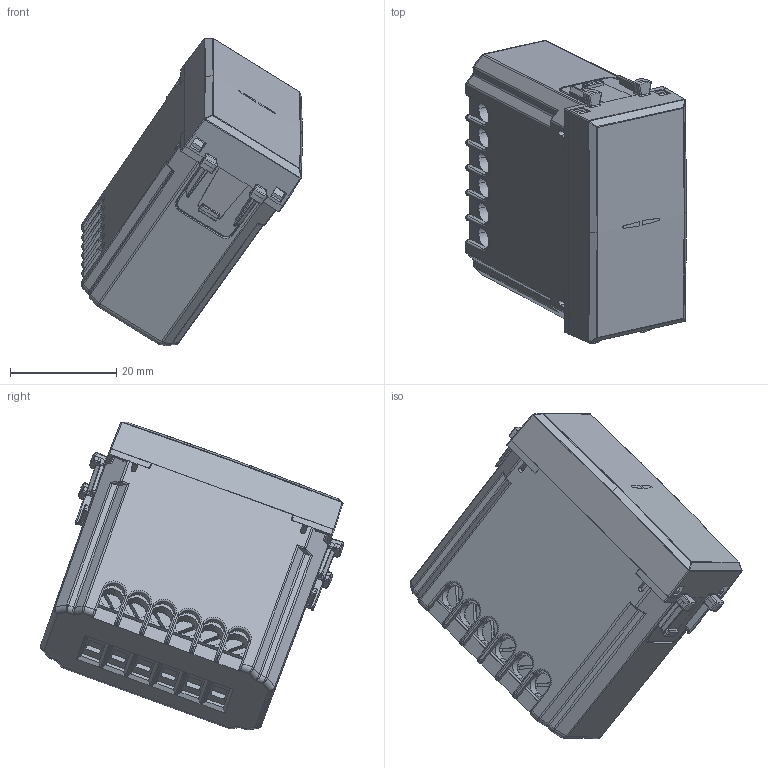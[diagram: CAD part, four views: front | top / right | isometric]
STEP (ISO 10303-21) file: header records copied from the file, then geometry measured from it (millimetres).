
FILE_DESCRIPTION(('CATIA V5 STEP Exchange'),'2;1');
FILE_NAME('442051S.stp','2024-02-22T11:05:50+00:00',('none'),('none'),'CATIA Version 5-6 Release 2016 SP6','CATIA V5 STEP AP203','none');
FILE_SCHEMA(('CONFIG_CONTROL_DESIGN'));
Length unit declared in the file: millimetre
Products named in the file (1): 44X051S
Assembly tree (4 placements, depth 2):
  44X051S
    #57
    #14592
    #45924
    #48435
Bounding box: 41.55 x 57.17 x 58.06 mm (x, y, z)
Volume: 14665.1 mm3; surface area: 17146.5 mm2
Topology: 4 solids, 4 shells, 1104 faces, 2890 edges, 1753 vertices
Faces by surface type: plane 529, cylinder 367, bspline 114, cone 38, sphere 36, revolution 12, torus 8
Entity records: 48460 total; most frequent: CARTESIAN_POINT 24987, ORIENTED_EDGE 5648, DIRECTION 3374, EDGE_CURVE 2824, VERTEX_POINT 1744, VECTOR 1521, LINE 1521, EDGE_LOOP 1156
